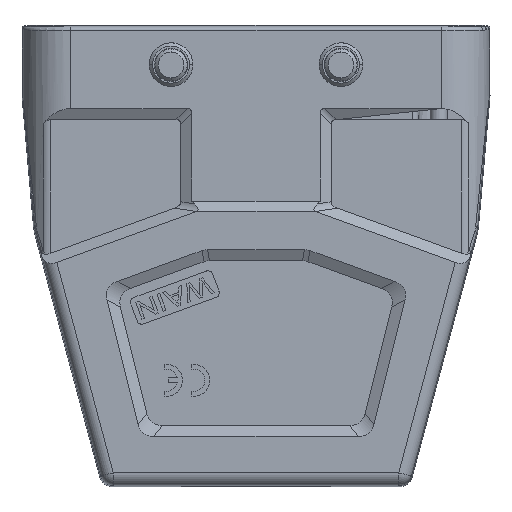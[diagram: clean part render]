
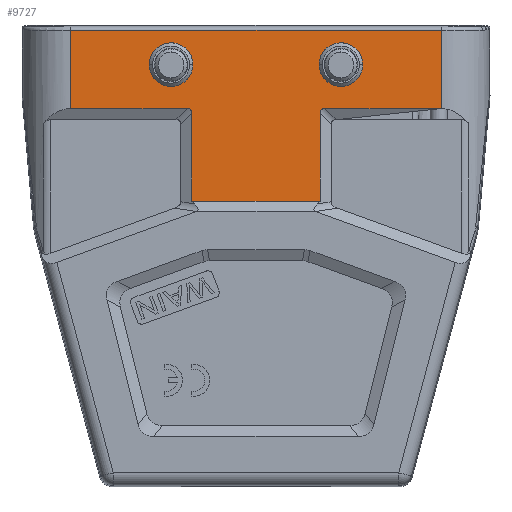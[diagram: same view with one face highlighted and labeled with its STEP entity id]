
A CAD part, front view. The second image highlights one B-rep face of the part: STEP entity #9727.
In plain terms, the highlighted planar face has unit normal (0, -1, 0).
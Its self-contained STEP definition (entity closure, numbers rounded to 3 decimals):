
#170=DIRECTION('',(0.,0.,-1.));
#171=VECTOR('',#170,12.217);
#172=CARTESIAN_POINT('',(-28.878,-21.5,
-0.783));
#173=LINE('',#172,#171);
#219=CARTESIAN_POINT('',(-28.878,-21.5,
-0.783));
#743=DIRECTION('',(0.,0.,1.));
#744=VECTOR('',#743,12.217);
#745=CARTESIAN_POINT('',(28.878,-21.5,-13.));
#746=LINE('',#745,#744);
#757=CARTESIAN_POINT('',(28.878,-21.5,
-0.783));
#772=DIRECTION('',(-1.,0.,0.));
#773=VECTOR('',#772,57.755);
#774=CARTESIAN_POINT('',(28.878,-21.5,
-0.783));
#775=LINE('',#774,#773);
#780=DIRECTION('',(-1.,0.,0.));
#781=VECTOR('',#780,18.128);
#782=CARTESIAN_POINT('',(28.878,-21.5,-13.));
#783=LINE('',#782,#781);
#784=CARTESIAN_POINT('',(10.75,-21.5,-13.));
#785=CARTESIAN_POINT('',(10.5,-21.5,-13.));
#786=CARTESIAN_POINT('',(10.138,-21.5,-13.138));
#787=CARTESIAN_POINT('',(10.,-21.5,-13.5));
#788=CARTESIAN_POINT('',(10.,-21.5,-13.75));
#790=DIRECTION('',(0.,0.,-1.));
#791=VECTOR('',#790,13.706);
#792=CARTESIAN_POINT('',(10.,-21.5,-13.75));
#793=LINE('',#792,#791);
#794=DIRECTION('',(0.,0.,1.));
#795=VECTOR('',#794,13.706);
#796=CARTESIAN_POINT('',(-10.,-21.5,-27.456));
#797=LINE('',#796,#795);
#798=CARTESIAN_POINT('',(-10.,-21.5,-13.75));
#799=CARTESIAN_POINT('',(-10.,-21.5,-13.5));
#800=CARTESIAN_POINT('',(-10.138,-21.5,-13.138));
#801=CARTESIAN_POINT('',(-10.5,-21.5,-13.));
#802=CARTESIAN_POINT('',(-10.75,-21.5,-13.));
#804=DIRECTION('',(-1.,0.,0.));
#805=VECTOR('',#804,18.128);
#806=CARTESIAN_POINT('',(-10.75,-21.5,-13.));
#807=LINE('',#806,#805);
#808=CARTESIAN_POINT('',(16.65,-21.5,-6.139));
#809=CARTESIAN_POINT('',(16.65,-21.5,-5.858));
#810=CARTESIAN_POINT('',(16.582,-21.5,-5.315));
#811=CARTESIAN_POINT('',(16.288,-21.5,-4.538));
#812=CARTESIAN_POINT('',(15.815,-21.5,-3.857));
#813=CARTESIAN_POINT('',(15.205,-21.5,-3.318));
#814=CARTESIAN_POINT('',(14.476,-21.5,-2.932));
#815=CARTESIAN_POINT('',(13.675,-21.5,-2.732));
#816=CARTESIAN_POINT('',(12.851,-21.5,-2.729));
#817=CARTESIAN_POINT('',(12.05,-21.5,-2.922));
#818=CARTESIAN_POINT('',(11.316,-21.5,-3.302));
#819=CARTESIAN_POINT('',(10.698,-21.5,-3.843));
#820=CARTESIAN_POINT('',(10.216,-21.5,-4.528));
#821=CARTESIAN_POINT('',(9.918,-21.5,-5.313));
#822=CARTESIAN_POINT('',(9.85,-21.5,-5.857));
#823=CARTESIAN_POINT('',(9.85,-21.5,-6.139));
#825=CARTESIAN_POINT('',(9.85,-21.5,-6.139));
#826=CARTESIAN_POINT('',(9.85,-21.5,-6.42));
#827=CARTESIAN_POINT('',(9.918,-21.5,-6.963));
#828=CARTESIAN_POINT('',(10.212,-21.5,-7.74));
#829=CARTESIAN_POINT('',(10.685,-21.5,-8.42));
#830=CARTESIAN_POINT('',(11.295,-21.5,-8.96));
#831=CARTESIAN_POINT('',(12.024,-21.5,-9.346));
#832=CARTESIAN_POINT('',(12.825,-21.5,-9.546));
#833=CARTESIAN_POINT('',(13.649,-21.5,-9.549));
#834=CARTESIAN_POINT('',(14.45,-21.5,-9.356));
#835=CARTESIAN_POINT('',(15.184,-21.5,-8.975));
#836=CARTESIAN_POINT('',(15.802,-21.5,-8.435));
#837=CARTESIAN_POINT('',(16.284,-21.5,-7.749));
#838=CARTESIAN_POINT('',(16.582,-21.5,-6.965));
#839=CARTESIAN_POINT('',(16.65,-21.5,-6.42));
#840=CARTESIAN_POINT('',(16.65,-21.5,-6.139));
#842=CARTESIAN_POINT('',(-9.85,-21.5,-6.139));
#843=CARTESIAN_POINT('',(-9.85,-21.5,-5.858));
#844=CARTESIAN_POINT('',(-9.918,-21.5,-5.315));
#845=CARTESIAN_POINT('',(-10.212,-21.5,-4.538));
#846=CARTESIAN_POINT('',(-10.685,-21.5,-3.857));
#847=CARTESIAN_POINT('',(-11.295,-21.5,-3.318));
#848=CARTESIAN_POINT('',(-12.024,-21.5,-2.932));
#849=CARTESIAN_POINT('',(-12.825,-21.5,-2.732));
#850=CARTESIAN_POINT('',(-13.649,-21.5,-2.729));
#851=CARTESIAN_POINT('',(-14.45,-21.5,-2.922));
#852=CARTESIAN_POINT('',(-15.184,-21.5,-3.302));
#853=CARTESIAN_POINT('',(-15.802,-21.5,-3.843));
#854=CARTESIAN_POINT('',(-16.284,-21.5,-4.528));
#855=CARTESIAN_POINT('',(-16.582,-21.5,-5.313));
#856=CARTESIAN_POINT('',(-16.65,-21.5,-5.857));
#857=CARTESIAN_POINT('',(-16.65,-21.5,-6.139));
#859=CARTESIAN_POINT('',(-16.65,-21.5,-6.139));
#860=CARTESIAN_POINT('',(-16.65,-21.5,-6.42));
#861=CARTESIAN_POINT('',(-16.582,-21.5,-6.963));
#862=CARTESIAN_POINT('',(-16.288,-21.5,-7.74));
#863=CARTESIAN_POINT('',(-15.815,-21.5,-8.42));
#864=CARTESIAN_POINT('',(-15.205,-21.5,-8.96));
#865=CARTESIAN_POINT('',(-14.476,-21.5,-9.346));
#866=CARTESIAN_POINT('',(-13.675,-21.5,-9.546));
#867=CARTESIAN_POINT('',(-12.851,-21.5,-9.549));
#868=CARTESIAN_POINT('',(-12.05,-21.5,-9.356));
#869=CARTESIAN_POINT('',(-11.316,-21.5,-8.975));
#870=CARTESIAN_POINT('',(-10.698,-21.5,-8.435));
#871=CARTESIAN_POINT('',(-10.216,-21.5,-7.749));
#872=CARTESIAN_POINT('',(-9.918,-21.5,-6.965));
#873=CARTESIAN_POINT('',(-9.85,-21.5,-6.42));
#874=CARTESIAN_POINT('',(-9.85,-21.5,-6.139));
#876=CARTESIAN_POINT('',(28.878,-21.5,-13.));
#941=DIRECTION('',(1.,0.,0.));
#942=VECTOR('',#941,20.);
#943=CARTESIAN_POINT('',(-10.,-21.5,-27.456));
#944=LINE('',#943,#942);
#7131=VERTEX_POINT('',#219);
#7133=CARTESIAN_POINT('',(-28.878,-21.5,-13.));
#7134=VERTEX_POINT('',#7133);
#7230=VERTEX_POINT('',#757);
#7234=VERTEX_POINT('',#876);
#7238=CARTESIAN_POINT('',(10.75,-21.5,-13.));
#7239=VERTEX_POINT('',#7238);
#7240=VERTEX_POINT('',#788);
#7241=CARTESIAN_POINT('',(10.,-21.5,-27.456));
#7242=VERTEX_POINT('',#7241);
#7243=CARTESIAN_POINT('',(-10.,-21.5,-27.456));
#7244=VERTEX_POINT('',#7243);
#7245=CARTESIAN_POINT('',(-10.,-21.5,-13.75));
#7246=VERTEX_POINT('',#7245);
#7247=VERTEX_POINT('',#802);
#7248=VERTEX_POINT('',#808);
#7249=VERTEX_POINT('',#823);
#7250=VERTEX_POINT('',#842);
#7251=VERTEX_POINT('',#857);
#9691=CARTESIAN_POINT('',(0.,-21.5,0.));
#9692=DIRECTION('',(0.,1.,0.));
#9693=DIRECTION('',(-1.,0.,0.));
#9694=AXIS2_PLACEMENT_3D('',#9691,#9692,#9693);
#9695=PLANE('',#9694);
#9696=ORIENTED_EDGE('',*,*,#9682,.F.);
#9697=ORIENTED_EDGE('',*,*,#9657,.F.);
#9699=ORIENTED_EDGE('',*,*,#9698,.T.);
#9701=ORIENTED_EDGE('',*,*,#9700,.T.);
#9703=ORIENTED_EDGE('',*,*,#9702,.T.);
#9705=ORIENTED_EDGE('',*,*,#9704,.F.);
#9707=ORIENTED_EDGE('',*,*,#9706,.T.);
#9709=ORIENTED_EDGE('',*,*,#9708,.T.);
#9711=ORIENTED_EDGE('',*,*,#9710,.T.);
#9712=ORIENTED_EDGE('',*,*,#8732,.F.);
#9713=EDGE_LOOP('',(#9696,#9697,#9699,#9701,#9703,#9705,#9707,#9709,#9711,
#9712));
#9714=FACE_OUTER_BOUND('',#9713,.F.);
#9716=ORIENTED_EDGE('',*,*,#9715,.T.);
#9718=ORIENTED_EDGE('',*,*,#9717,.T.);
#9719=EDGE_LOOP('',(#9716,#9718));
#9720=FACE_BOUND('',#9719,.F.);
#9722=ORIENTED_EDGE('',*,*,#9721,.T.);
#9724=ORIENTED_EDGE('',*,*,#9723,.T.);
#9725=EDGE_LOOP('',(#9722,#9724));
#9726=FACE_BOUND('',#9725,.F.);
#9727=ADVANCED_FACE('',(#9714,#9720,#9726),#9695,.F.);
#789=B_SPLINE_CURVE_WITH_KNOTS('',3,(#784,#785,#786,#787,#788),.UNSPECIFIED.,
.F.,.F.,(4,1,4),(0.,0.5,1.),.UNSPECIFIED.);
#803=B_SPLINE_CURVE_WITH_KNOTS('',3,(#798,#799,#800,#801,#802),.UNSPECIFIED.,
.F.,.F.,(4,1,4),(0.,0.5,1.),.UNSPECIFIED.);
#824=B_SPLINE_CURVE_WITH_KNOTS('',3,(#808,#809,#810,#811,#812,#813,#814,#815,
#816,#817,#818,#819,#820,#821,#822,#823),.UNSPECIFIED.,.F.,.F.,(4,1,1,1,1,1,1,1,
1,1,1,1,1,4),(0.,0.077,0.154,0.231,
0.308,0.385,0.462,0.538,
0.615,0.692,0.769,0.846,
0.923,1.),.UNSPECIFIED.);
#841=B_SPLINE_CURVE_WITH_KNOTS('',3,(#825,#826,#827,#828,#829,#830,#831,#832,
#833,#834,#835,#836,#837,#838,#839,#840),.UNSPECIFIED.,.F.,.F.,(4,1,1,1,1,1,1,1,
1,1,1,1,1,4),(0.,0.077,0.154,0.231,
0.308,0.385,0.462,0.538,
0.615,0.692,0.769,0.846,
0.923,1.),.UNSPECIFIED.);
#858=B_SPLINE_CURVE_WITH_KNOTS('',3,(#842,#843,#844,#845,#846,#847,#848,#849,
#850,#851,#852,#853,#854,#855,#856,#857),.UNSPECIFIED.,.F.,.F.,(4,1,1,1,1,1,1,1,
1,1,1,1,1,4),(0.,0.077,0.154,0.231,
0.308,0.385,0.462,0.538,
0.615,0.692,0.769,0.846,
0.923,1.),.UNSPECIFIED.);
#875=B_SPLINE_CURVE_WITH_KNOTS('',3,(#859,#860,#861,#862,#863,#864,#865,#866,
#867,#868,#869,#870,#871,#872,#873,#874),.UNSPECIFIED.,.F.,.F.,(4,1,1,1,1,1,1,1,
1,1,1,1,1,4),(0.,0.077,0.154,0.231,
0.308,0.385,0.462,0.538,
0.615,0.692,0.769,0.846,
0.923,1.),.UNSPECIFIED.);
#8732=EDGE_CURVE('',#7131,#7134,#173,.T.);
#9657=EDGE_CURVE('',#7234,#7230,#746,.T.);
#9682=EDGE_CURVE('',#7230,#7131,#775,.T.);
#9698=EDGE_CURVE('',#7234,#7239,#783,.T.);
#9700=EDGE_CURVE('',#7239,#7240,#789,.T.);
#9702=EDGE_CURVE('',#7240,#7242,#793,.T.);
#9704=EDGE_CURVE('',#7244,#7242,#944,.T.);
#9706=EDGE_CURVE('',#7244,#7246,#797,.T.);
#9708=EDGE_CURVE('',#7246,#7247,#803,.T.);
#9710=EDGE_CURVE('',#7247,#7134,#807,.T.);
#9715=EDGE_CURVE('',#7248,#7249,#824,.T.);
#9717=EDGE_CURVE('',#7249,#7248,#841,.T.);
#9721=EDGE_CURVE('',#7250,#7251,#858,.T.);
#9723=EDGE_CURVE('',#7251,#7250,#875,.T.);
